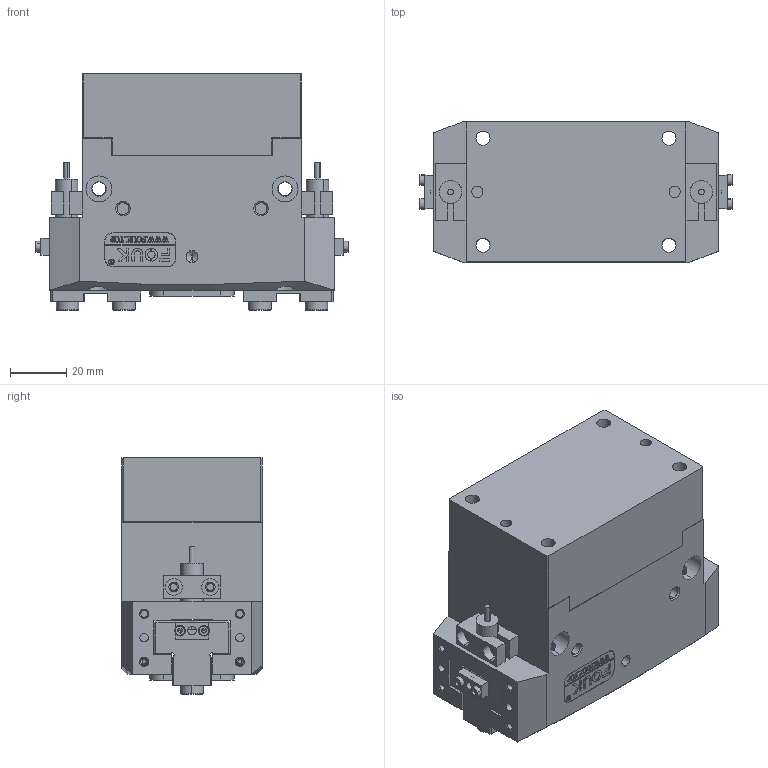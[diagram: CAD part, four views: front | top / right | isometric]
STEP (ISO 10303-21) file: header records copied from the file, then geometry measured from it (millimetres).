
FILE_DESCRIPTION (( 'STEP AP203' ), '1' );
FILE_NAME ('TR46-101-NC.STEP', '2024-11-19T02:17:18', ( 'USER-' ), ( 'Microsoft' ), 'SwSTEP 2.0', 'SolidWorks 2018', '' );
FILE_SCHEMA (( 'CONFIG_CONTROL_DESIGN' ));
Length unit declared in the file: millimetre
Products named in the file (17): TR46-101-NC杅耀.sldasm-Part-16; TR46-101-NC杅耀.sldasm-Part-1; TR46-101-NC杅耀.sldasm-Part-6; TR46-101-NC杅耀.sldasm-Part-18; TR46-101-NC杅耀.sldasm-Part-5; TR46-101-NC杅耀.sldasm-Part-12; TR46-101-NC杅耀.sldasm-Part-17; 埴翐芛_GB_FASTENER_SCREWS_HSHCS M2X8-N; TR46-101-NC; TR46-101-NC杅耀.sldasm-Part-19; TR46-101-NC杅耀.sldasm-Part-8; TR46-101-NC杅耀.sldasm-Part-9; 25x12-R3; TR46-101-NC杅耀.sldasm-Part-11; TR46-101-NC杅耀.sldasm-Part-13; 揤輸杅耀.sldasm-Part-9; 揤輸蚾饜极
Assembly tree (19 placements, depth 3):
  TR46-101-NC
    TR46-101-NC杅耀.sldasm-Part-1
    TR46-101-NC杅耀.sldasm-Part-5  x2
    TR46-101-NC杅耀.sldasm-Part-6
    TR46-101-NC杅耀.sldasm-Part-8
    TR46-101-NC杅耀.sldasm-Part-9
    TR46-101-NC杅耀.sldasm-Part-11
    TR46-101-NC杅耀.sldasm-Part-12
    TR46-101-NC杅耀.sldasm-Part-13
    TR46-101-NC杅耀.sldasm-Part-16
    TR46-101-NC杅耀.sldasm-Part-17
    TR46-101-NC杅耀.sldasm-Part-18
    TR46-101-NC杅耀.sldasm-Part-19
    揤輸蚾饜极  x2
      揤輸杅耀.sldasm-Part-9
      埴翐芛_GB_FASTENER_SCREWS_HSHCS M2X8-N
    25x12-R3
Bounding box: 111.24 x 50 x 83.8 mm (x, y, z)
Volume: 317105 mm3; surface area: 75263.3 mm2
Topology: 20 solids, 22 shells, 1232 faces, 3163 edges, 2034 vertices
Faces by surface type: plane 593, cylinder 327, bspline 155, cone 149, torus 8
Entity records: 39538 total; most frequent: CARTESIAN_POINT 12692, ORIENTED_EDGE 5384, DIRECTION 4795, EDGE_CURVE 2692, VERTEX_POINT 1745, LINE 1619, VECTOR 1619, AXIS2_PLACEMENT_3D 1588
